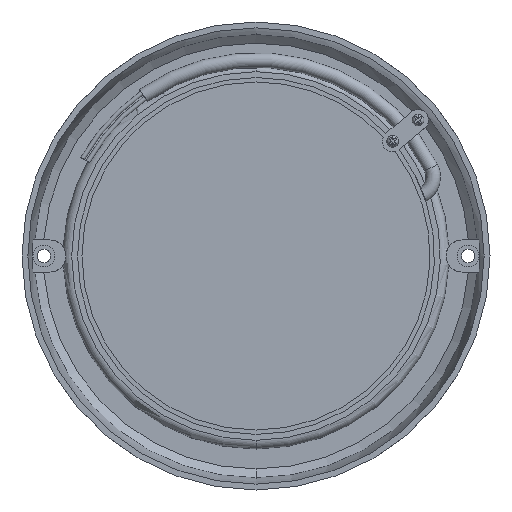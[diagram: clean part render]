
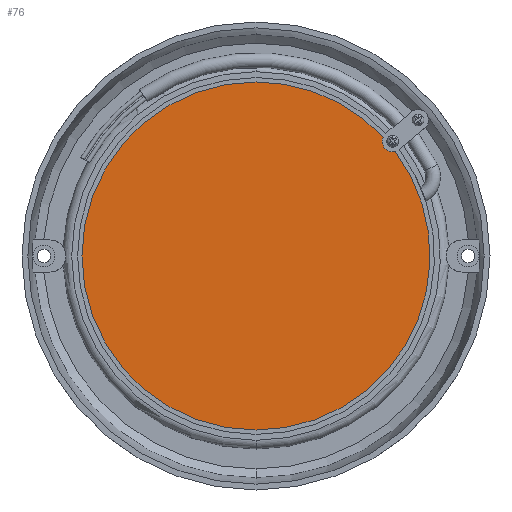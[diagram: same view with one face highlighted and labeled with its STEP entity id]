
A CAD part, front view. The second image highlights one B-rep face of the part: STEP entity #76.
In plain terms, the highlighted planar face has unit normal (0, -1, 0).
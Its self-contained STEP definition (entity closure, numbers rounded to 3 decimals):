
#76 = ADVANCED_FACE ( 'NONE', ( #1760 ), #341, .T. ) ;
#123 = DIRECTION ( 'NONE',  ( 0., 0., -1. ) ) ;
#306 = DIRECTION ( 'NONE',  ( 0., 0., -1. ) ) ;
#321 = DIRECTION ( 'NONE',  ( 0., -1., 0. ) ) ;
#341 = PLANE ( 'NONE',  #410 ) ;
#372 = DIRECTION ( 'NONE',  ( 0., -1., 0. ) ) ;
#391 = AXIS2_PLACEMENT_3D ( 'NONE', #3246, #3226, #3190 ) ;
#410 = AXIS2_PLACEMENT_3D ( 'NONE', #1378, #321, #306 ) ;
#577 = CIRCLE ( 'NONE', #1281, 59.5 ) ;
#1046 = CARTESIAN_POINT ( 'NONE',  ( 43.436, 2., 40.664 ) ) ;
#1063 = DIRECTION ( 'NONE',  ( 0., -1., 0. ) ) ;
#1281 = AXIS2_PLACEMENT_3D ( 'NONE', #2898, #1063, #3195 ) ;
#1289 = EDGE_CURVE ( 'NONE', #1632, #2407, #2996, .T. ) ;
#1290 = DIRECTION ( 'NONE',  ( 0., 0., -1. ) ) ;
#1302 = EDGE_LOOP ( 'NONE', ( #2349, #1935, #2779, #2941, #3379 ) ) ;
#1303 = DIRECTION ( 'NONE',  ( 0., -1., 0. ) ) ;
#1309 = CARTESIAN_POINT ( 'NONE',  ( 0., 2., 0. ) ) ;
#1324 = AXIS2_PLACEMENT_3D ( 'NONE', #2245, #372, #2547 ) ;
#1378 = CARTESIAN_POINT ( 'NONE',  ( 0., 2., 0. ) ) ;
#1447 = EDGE_CURVE ( 'NONE', #3231, #3382, #2383, .T. ) ;
#1582 = EDGE_CURVE ( 'NONE', #3382, #3474, #2186, .T. ) ;
#1632 = VERTEX_POINT ( 'NONE', #1046 ) ;
#1760 = FACE_OUTER_BOUND ( 'NONE', #1302, .T. ) ;
#1852 = CARTESIAN_POINT ( 'NONE',  ( 46.729, 2., 35.61 ) ) ;
#1935 = ORIENTED_EDGE ( 'NONE', *, *, #3654, .T. ) ;
#2029 = DIRECTION ( 'NONE',  ( 0., -1., 0. ) ) ;
#2157 = AXIS2_PLACEMENT_3D ( 'NONE', #1309, #1303, #1290 ) ;
#2186 = CIRCLE ( 'NONE', #1324, 59.5 ) ;
#2245 = CARTESIAN_POINT ( 'NONE',  ( 0., 2., 0. ) ) ;
#2348 = AXIS2_PLACEMENT_3D ( 'NONE', #3843, #2029, #123 ) ;
#2349 = ORIENTED_EDGE ( 'NONE', *, *, #1289, .F. ) ;
#2355 = CARTESIAN_POINT ( 'NONE',  ( 0., 2., 59.5 ) ) ;
#2383 = CIRCLE ( 'NONE', #2157, 59.5 ) ;
#2407 = VERTEX_POINT ( 'NONE', #1852 ) ;
#2547 = DIRECTION ( 'NONE',  ( 0., 0., -1. ) ) ;
#2734 = CARTESIAN_POINT ( 'NONE',  ( 0., 2., -59.5 ) ) ;
#2779 = ORIENTED_EDGE ( 'NONE', *, *, #1447, .T. ) ;
#2898 = CARTESIAN_POINT ( 'NONE',  ( 0., 2., 0. ) ) ;
#2941 = ORIENTED_EDGE ( 'NONE', *, *, #1582, .T. ) ;
#2996 = CIRCLE ( 'NONE', #391, 3.6 ) ;
#3080 = CARTESIAN_POINT ( 'NONE',  ( 47.589, 2., 35.714 ) ) ;
#3190 = DIRECTION ( 'NONE',  ( 0., 0., -1. ) ) ;
#3195 = DIRECTION ( 'NONE',  ( 0., 0., -1. ) ) ;
#3226 = DIRECTION ( 'NONE',  ( 0., -1., 0. ) ) ;
#3231 = VERTEX_POINT ( 'NONE', #2355 ) ;
#3246 = CARTESIAN_POINT ( 'NONE',  ( 46.729, 2., 39.21 ) ) ;
#3379 = ORIENTED_EDGE ( 'NONE', *, *, #3689, .F. ) ;
#3382 = VERTEX_POINT ( 'NONE', #2734 ) ;
#3474 = VERTEX_POINT ( 'NONE', #3080 ) ;
#3648 = CIRCLE ( 'NONE', #2348, 3.6 ) ;
#3654 = EDGE_CURVE ( 'NONE', #1632, #3231, #577, .T. ) ;
#3689 = EDGE_CURVE ( 'NONE', #2407, #3474, #3648, .T. ) ;
#3843 = CARTESIAN_POINT ( 'NONE',  ( 46.729, 2., 39.21 ) ) ;
